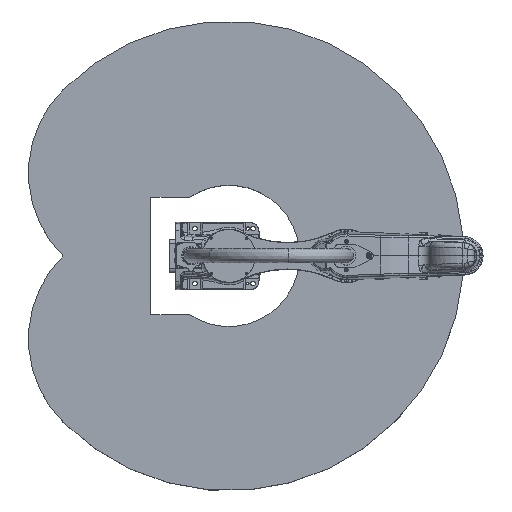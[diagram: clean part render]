
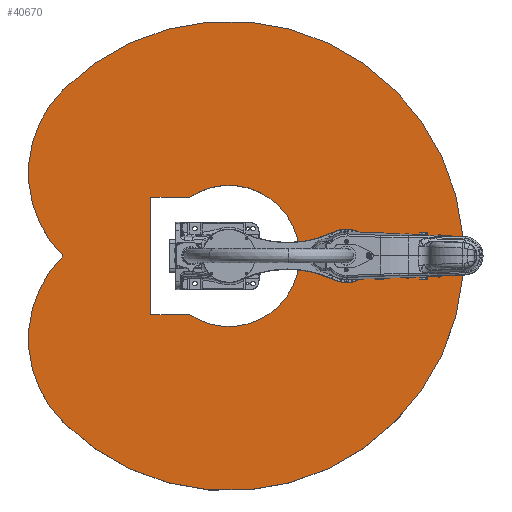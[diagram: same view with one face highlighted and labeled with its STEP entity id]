
A CAD part, top view. The second image highlights one B-rep face of the part: STEP entity #40670.
In plain terms, the highlighted planar face has unit normal (0, 0, 1).
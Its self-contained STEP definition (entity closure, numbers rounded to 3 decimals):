
#810=FACE_BOUND('',#14108,.T.);
#4141=LINE('',#106330,#6665);
#4145=LINE('',#106337,#6669);
#4148=LINE('',#106343,#6672);
#6665=VECTOR('',#54153,10.);
#6669=VECTOR('',#54159,10.);
#6672=VECTOR('',#54164,10.);
#7556=PLANE('',#44536);
#9154=CIRCLE('',#44537,350.);
#9155=CIRCLE('',#44538,700.);
#9156=CIRCLE('',#44539,350.);
#9157=CIRCLE('',#44540,210.494);
#11472=FACE_OUTER_BOUND('',#14107,.T.);
#14107=EDGE_LOOP('',(#35900,#35901,#35902));
#14108=EDGE_LOOP('',(#35903,#35904,#35905,#35906));
#18923=VERTEX_POINT('',#106327);
#18924=VERTEX_POINT('',#106329);
#18926=VERTEX_POINT('',#106335);
#18928=VERTEX_POINT('',#106341);
#18929=VERTEX_POINT('',#106345);
#18930=VERTEX_POINT('',#106346);
#18931=VERTEX_POINT('',#106348);
#24581=EDGE_CURVE('',#18924,#18923,#4141,.T.);
#24585=EDGE_CURVE('',#18923,#18926,#4145,.T.);
#24588=EDGE_CURVE('',#18926,#18928,#4148,.T.);
#24589=EDGE_CURVE('',#18929,#18930,#9154,.T.);
#24590=EDGE_CURVE('',#18930,#18931,#9155,.T.);
#24591=EDGE_CURVE('',#18931,#18929,#9156,.T.);
#24592=EDGE_CURVE('',#18928,#18924,#9157,.T.);
#35900=ORIENTED_EDGE('',*,*,#24589,.T.);
#35901=ORIENTED_EDGE('',*,*,#24590,.T.);
#35902=ORIENTED_EDGE('',*,*,#24591,.T.);
#35903=ORIENTED_EDGE('',*,*,#24581,.T.);
#35904=ORIENTED_EDGE('',*,*,#24585,.T.);
#35905=ORIENTED_EDGE('',*,*,#24588,.T.);
#35906=ORIENTED_EDGE('',*,*,#24592,.T.);
#40670=ADVANCED_FACE('',(#11472,#810),#7556,.T.);
#44536=AXIS2_PLACEMENT_3D('',#106344,#54165,#54166);
#44537=AXIS2_PLACEMENT_3D('',#106347,#54167,#54168);
#44538=AXIS2_PLACEMENT_3D('',#106349,#54169,#54170);
#44539=AXIS2_PLACEMENT_3D('',#106350,#54171,#54172);
#44540=AXIS2_PLACEMENT_3D('',#106351,#54173,#54174);
#54153=DIRECTION('',(-1.,0.,0.));
#54159=DIRECTION('',(0.,1.,0.));
#54164=DIRECTION('',(1.,0.,0.));
#54165=DIRECTION('center_axis',(0.,0.,1.));
#54166=DIRECTION('ref_axis',(1.,0.,0.));
#54167=DIRECTION('center_axis',(0.,0.,1.));
#54168=DIRECTION('ref_axis',(0.707,-0.707,0.));
#54169=DIRECTION('center_axis',(0.,0.,1.));
#54170=DIRECTION('ref_axis',(0.707,0.707,0.));
#54171=DIRECTION('center_axis',(0.,0.,1.));
#54172=DIRECTION('ref_axis',(0.707,-0.707,0.));
#54173=DIRECTION('center_axis',(0.,0.,-1.));
#54174=DIRECTION('ref_axis',(-1.,0.,0.));
#106327=CARTESIAN_POINT('',(-233.,-175.,200.));
#106329=CARTESIAN_POINT('',(-116.973,-175.,200.));
#106330=CARTESIAN_POINT('',(45.953,-175.,200.));
#106335=CARTESIAN_POINT('',(-233.,175.,200.));
#106337=CARTESIAN_POINT('',(-233.,-87.5,200.));
#106341=CARTESIAN_POINT('',(-116.973,175.,200.));
#106343=CARTESIAN_POINT('',(-108.047,175.,200.));
#106344=CARTESIAN_POINT('Origin',(16.906,0.,
200.));
#106345=CARTESIAN_POINT('',(-494.975,0.,200.));
#106346=CARTESIAN_POINT('',(-494.975,-494.975,200.));
#106347=CARTESIAN_POINT('Origin',(-247.487,-247.487,200.));
#106348=CARTESIAN_POINT('',(-494.975,494.975,200.));
#106349=CARTESIAN_POINT('Origin',(0.,0.,200.));
#106350=CARTESIAN_POINT('Origin',(-247.487,247.487,200.));
#106351=CARTESIAN_POINT('Origin',(0.,0.,200.));
